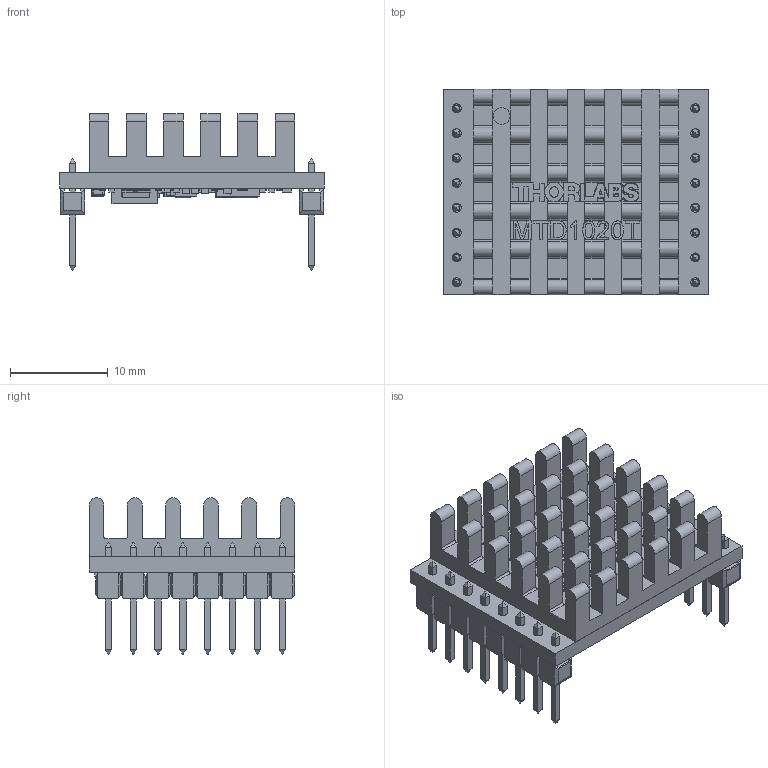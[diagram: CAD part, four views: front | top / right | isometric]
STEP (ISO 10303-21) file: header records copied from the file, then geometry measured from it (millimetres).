
FILE_DESCRIPTION (( 'STEP AP214' ), '1' );
FILE_NAME ('MTN009756-E0W.STEP', '2017-07-24T08:29:00', ( '' ), ( '' ), 'SwSTEP 2.0', 'SolidWorks 2016', '' );
FILE_SCHEMA (( 'AUTOMOTIVE_DESIGN' ));
Length unit declared in the file: millimetre
Products named in the file (1): MTN009756-E0W
Bounding box: 27 x 21 x 16 mm (x, y, z)
Surface area: 4745.3 mm2 (no closed solid volume)
Topology: 0 solids, 173 shells, 3255 faces, 8500 edges, 5475 vertices
Faces by surface type: plane 2029, bspline 736, cylinder 472, sphere 18
Entity records: 164432 total; most frequent: CARTESIAN_POINT 56125, ORIENTED_EDGE 16160, DIRECTION 13036, EDGE_CURVE 8318, VECTOR 6132, LINE 6132, VERTEX_POINT 5475, EDGE_LOOP 3455
